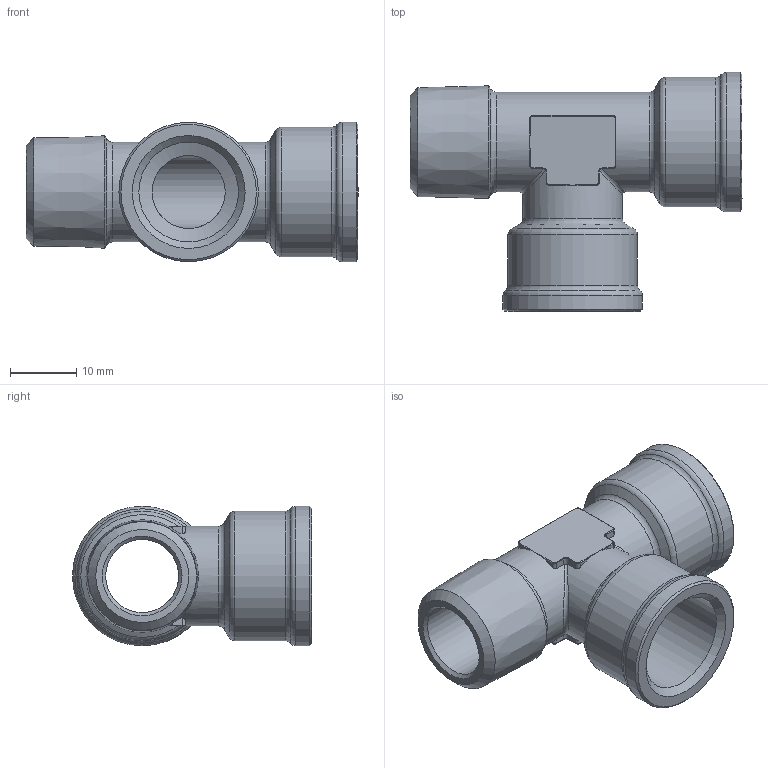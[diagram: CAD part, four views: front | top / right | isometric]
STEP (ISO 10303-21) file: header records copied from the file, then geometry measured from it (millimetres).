
FILE_DESCRIPTION(( 'RAL.25.38.38.stp' ), '1');
FILE_NAME( 'RAL.25.38.38.stp', '2021-02-22T10:31:59',( 'Sopra'),('sopra-pneumatic.com'), 'SwSTEP 2.0','SolidWorks 2009','' );
FILE_SCHEMA( ( 'CONFIG_CONTROL_DESIGN' ) );
Length unit declared in the file: millimetre
Products named in the file (1): NONE
Bounding box: 50 x 36 x 21 mm (x, y, z)
Volume: 7438.7 mm3; surface area: 6888 mm2
Topology: 1 solids, 1 shells, 126 faces, 314 edges, 178 vertices
Faces by surface type: cylinder 48, plane 27, torus 25, bspline 14, cone 12
Full cylindrical faces by diameter (mm): 11 x2, 15 x4, 19.5 x2, 21 x2
Entity records: 3972 total; most frequent: CARTESIAN_POINT 1241, DIRECTION 578, ORIENTED_EDGE 522, EDGE_CURVE 261, AXIS2_PLACEMENT_3D 246, VERTEX_POINT 169, EDGE_LOOP 162, FACE_OUTER_BOUND 145
